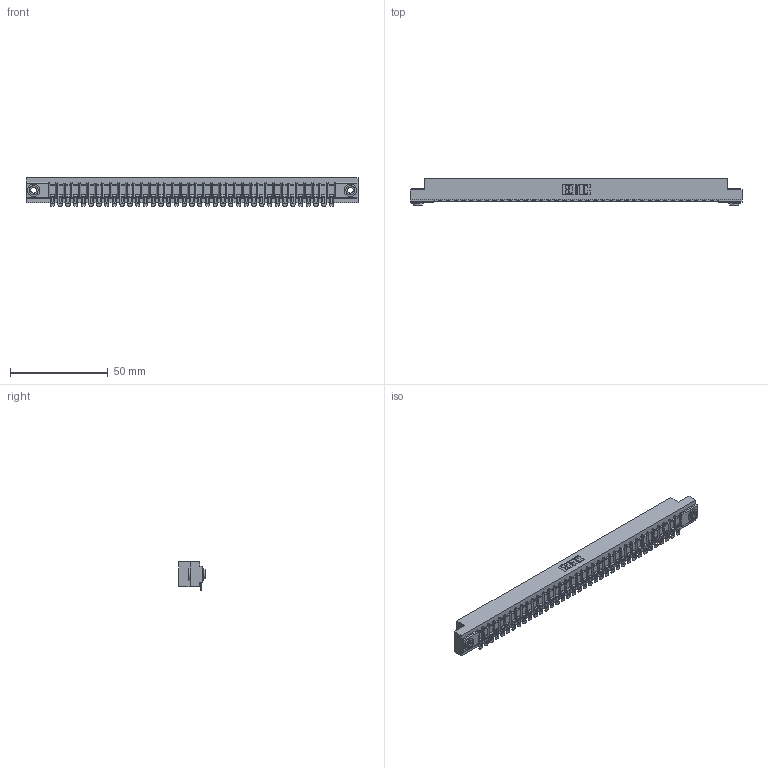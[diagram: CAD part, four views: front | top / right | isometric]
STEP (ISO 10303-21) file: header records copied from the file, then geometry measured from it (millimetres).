
FILE_DESCRIPTION (( 'STEP AP203' ), '1' );
FILE_NAME ('307-037-554-103.STEP', '2019-09-05T08:38:26', ( '' ), ( '' ), 'SwSTEP 2.0', 'SolidWorks 2016', '' );
FILE_SCHEMA (( 'CONFIG_CONTROL_DESIGN' ));
Length unit declared in the file: inch
Products named in the file (4): 307-037-554-103; 345-250-002_345-250-002-102; 307-290-002_554; 307 Part_.156 Dia Mounting Holes
Assembly tree (40 placements, depth 2):
  307-037-554-103
    307 Part_.156 Dia Mounting Holes
    307-290-002_554  x37
    345-250-002_345-250-002-102  x2
Bounding box: 169.62 x 13.36 x 14.52 mm (x, y, z)
Volume: 18129 mm3; surface area: 23076.8 mm2
Topology: 40 solids, 40 shells, 3205 faces, 9796 edges, 6424 vertices
Faces by surface type: plane 1796, cylinder 1325, sphere 76, cone 8
Entity records: 34366 total; most frequent: CARTESIAN_POINT 5775, ORIENTED_EDGE 5756, DIRECTION 5634, EDGE_CURVE 2878, LINE 2188, VECTOR 2188, VERTEX_POINT 1864, AXIS2_PLACEMENT_3D 1723
